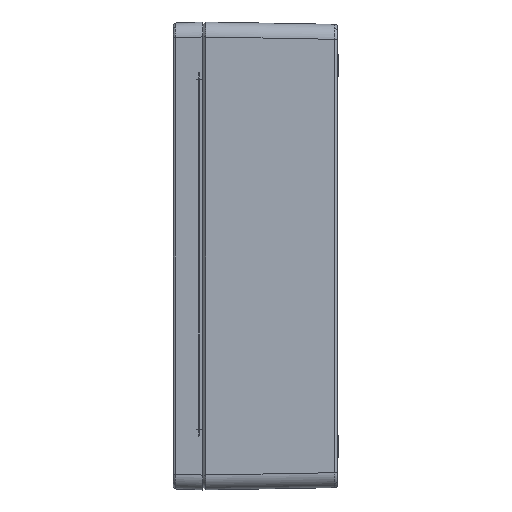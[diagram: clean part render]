
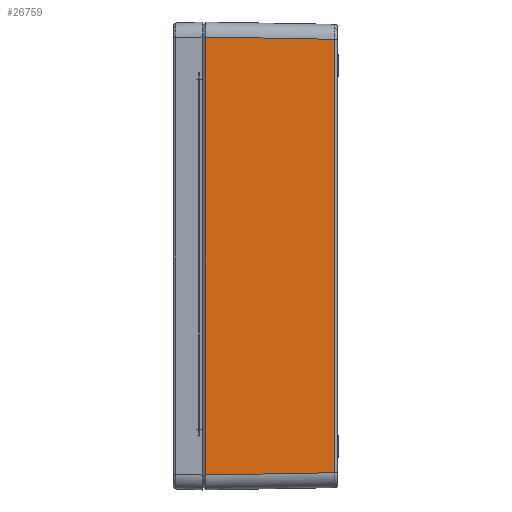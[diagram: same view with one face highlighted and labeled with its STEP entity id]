
A CAD part, left-side view. The second image highlights one B-rep face of the part: STEP entity #26759.
In plain terms, the highlighted planar face has unit normal (-1, -0.018, 0).
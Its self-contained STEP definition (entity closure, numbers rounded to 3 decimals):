
#3013=LINE('',#65838,#5006);
#3014=LINE('',#65862,#5007);
#3015=LINE('',#65863,#5008);
#3016=LINE('',#65864,#5009);
#5006=VECTOR('',#33514,1000.);
#5007=VECTOR('',#33517,1000.);
#5008=VECTOR('',#33518,1000.);
#5009=VECTOR('',#33519,1000.);
#6159=PLANE('',#28996);
#7831=FACE_OUTER_BOUND('',#9865,.T.);
#9865=EDGE_LOOP('',(#22069,#22070,#22071,#22072));
#12582=VERTEX_POINT('',#58717);
#13276=VERTEX_POINT('',#65837);
#13277=VERTEX_POINT('',#65860);
#13278=VERTEX_POINT('',#65861);
#16435=EDGE_CURVE('',#12582,#13276,#3013,.T.);
#16438=EDGE_CURVE('',#13277,#13278,#3014,.T.);
#16439=EDGE_CURVE('',#13278,#12582,#3015,.T.);
#16440=EDGE_CURVE('',#13276,#13277,#3016,.T.);
#22069=ORIENTED_EDGE('',*,*,#16438,.T.);
#22070=ORIENTED_EDGE('',*,*,#16439,.T.);
#22071=ORIENTED_EDGE('',*,*,#16435,.T.);
#22072=ORIENTED_EDGE('',*,*,#16440,.T.);
#26759=ADVANCED_FACE('',(#7831),#6159,.T.);
#28996=AXIS2_PLACEMENT_3D('',#65859,#33515,#33516);
#33514=DIRECTION('',(-0.018,1.,0.018));
#33515=DIRECTION('center_axis',(-1.,-0.018,
0.));
#33516=DIRECTION('ref_axis',(0.018,-1.,0.));
#33517=DIRECTION('',(0.018,-1.,0.018));
#33518=DIRECTION('',(0.,0.,1.));
#33519=DIRECTION('',(0.,0.,-1.));
#58717=CARTESIAN_POINT('',(-200.435,-88.036,144.936));
#65837=CARTESIAN_POINT('',(-201.968,-1.787,146.47));
#65838=CARTESIAN_POINT('',(-201.904,-5.384,146.406));
#65859=CARTESIAN_POINT('Origin',(-202.,0.,-156.5));
#65860=CARTESIAN_POINT('',(-201.968,-1.787,-146.47));
#65861=CARTESIAN_POINT('',(-200.435,-88.036,-144.936));
#65862=CARTESIAN_POINT('',(-202.003,0.178,-146.505));
#65863=CARTESIAN_POINT('',(-200.435,-88.036,144.901));
#65864=CARTESIAN_POINT('',(-201.968,-1.787,-156.5));
